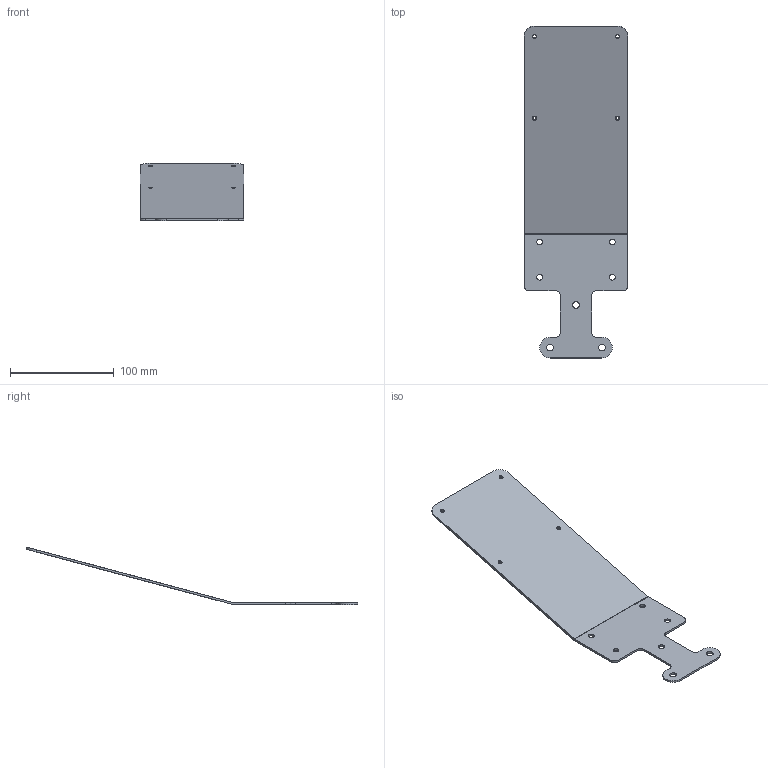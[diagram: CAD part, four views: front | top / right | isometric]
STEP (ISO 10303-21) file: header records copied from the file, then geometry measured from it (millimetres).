
FILE_DESCRIPTION(/* description */ (''),/* implementation_level */ '2;1');
FILE_NAME(/* name */ 'CameraBox_PlateMount_Rev4.step',/* time_stamp */ '2020-04-25T11:44:20+07:00',/* author */ (''),/* organization */ (''),/* preprocessor_version */ 'ST-DEVELOPER v18.1',/* originating_system */ 'Autodesk Translation Framework v9.2.0.1227',/* authorisation */ '');
FILE_SCHEMA (('AUTOMOTIVE_DESIGN { 1 0 10303 214 3 1 1 }'));
Length unit declared in the file: millimetre
Products named in the file (1): PlateBox
Bounding box: 100 x 319.71 x 55.51 mm (x, y, z)
Volume: 57130.2 mm3; surface area: 59263.8 mm2
Topology: 1 solids, 1 shells, 41 faces, 117 edges, 78 vertices
Faces by surface type: cylinder 23, plane 14, cone 4
Full cylindrical faces by diameter (mm): 3.5 x4, 5.5 x4, 6.5 x3
Entity records: 1442 total; most frequent: DIRECTION 255, CARTESIAN_POINT 237, ORIENTED_EDGE 234, EDGE_CURVE 117, AXIS2_PLACEMENT_3D 96, VERTEX_POINT 78, EDGE_LOOP 63, LINE 63
